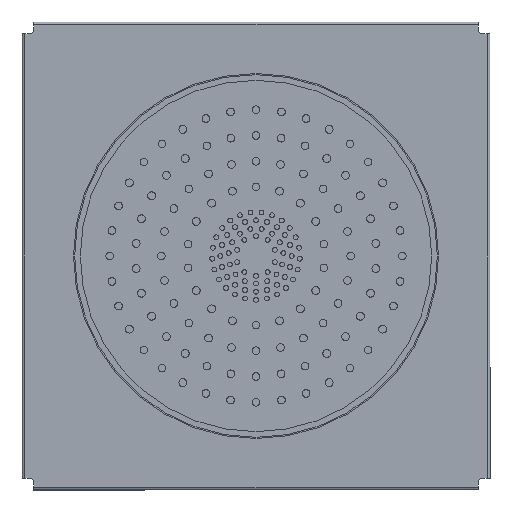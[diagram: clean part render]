
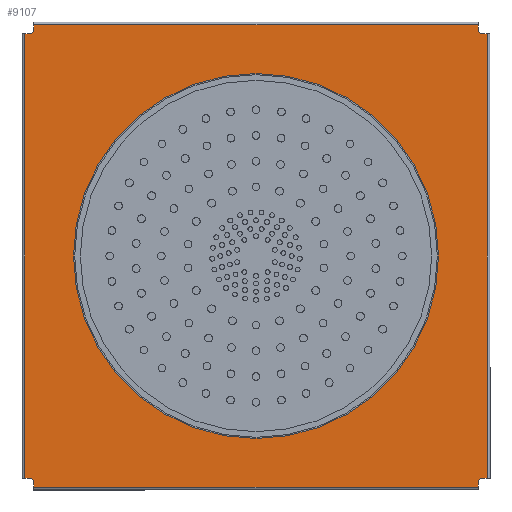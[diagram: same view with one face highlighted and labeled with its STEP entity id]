
A CAD part, front view. The second image highlights one B-rep face of the part: STEP entity #9107.
In plain terms, the highlighted face is planar.
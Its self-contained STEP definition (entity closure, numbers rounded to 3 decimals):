
#47 = AXIS2_PLACEMENT_3D ( 'NONE', #14007, #483, #317 ) ;
#114 = ORIENTED_EDGE ( 'NONE', *, *, #12226, .F. ) ;
#130 = DIRECTION ( 'NONE',  ( 0., 0., -1. ) ) ;
#216 = DIRECTION ( 'NONE',  ( 1., 0., 0. ) ) ;
#317 = DIRECTION ( 'NONE',  ( 1., 0., 0. ) ) ;
#318 = VECTOR ( 'NONE', #7930, 1000. ) ;
#403 = LINE ( 'NONE', #4127, #10301 ) ;
#411 = CARTESIAN_POINT ( 'NONE',  ( -197.5, -190., 0. ) ) ;
#483 = DIRECTION ( 'NONE',  ( 0., 0., 1. ) ) ;
#519 = ORIENTED_EDGE ( 'NONE', *, *, #7714, .T. ) ;
#536 = ORIENTED_EDGE ( 'NONE', *, *, #4670, .F. ) ;
#649 = DIRECTION ( 'NONE',  ( 0., 1., 0. ) ) ;
#652 = ORIENTED_EDGE ( 'NONE', *, *, #13118, .T. ) ;
#680 = CARTESIAN_POINT ( 'NONE',  ( 190., 197.5, 0. ) ) ;
#840 = CARTESIAN_POINT ( 'NONE',  ( -193., 190., 0. ) ) ;
#875 = CARTESIAN_POINT ( 'NONE',  ( 190., 193., 0. ) ) ;
#1147 = DIRECTION ( 'NONE',  ( 1., 0., 0. ) ) ;
#1209 = AXIS2_PLACEMENT_3D ( 'NONE', #12981, #11787, #1873 ) ;
#1307 = DIRECTION ( 'NONE',  ( 1., 0., 0. ) ) ;
#1308 = ORIENTED_EDGE ( 'NONE', *, *, #5684, .T. ) ;
#1343 = CIRCLE ( 'NONE', #15578, 3. ) ;
#1569 = LINE ( 'NONE', #11560, #11078 ) ;
#1684 = CARTESIAN_POINT ( 'NONE',  ( -190., -197.5, 0. ) ) ;
#1694 = EDGE_CURVE ( 'NONE', #3576, #6266, #9217, .T. ) ;
#1737 = DIRECTION ( 'NONE',  ( 0., 1., 0. ) ) ;
#1847 = DIRECTION ( 'NONE',  ( 0., 0., 1. ) ) ;
#1873 = DIRECTION ( 'NONE',  ( 1., 0., 0. ) ) ;
#2042 = CARTESIAN_POINT ( 'NONE',  ( -156., 0., 0. ) ) ;
#2255 = ORIENTED_EDGE ( 'NONE', *, *, #1694, .T. ) ;
#2268 = VERTEX_POINT ( 'NONE', #840 ) ;
#2629 = CIRCLE ( 'NONE', #7556, 156. ) ;
#2638 = DIRECTION ( 'NONE',  ( 0., 0., -1. ) ) ;
#2766 = DIRECTION ( 'NONE',  ( 0., 0., -1. ) ) ;
#2809 = ORIENTED_EDGE ( 'NONE', *, *, #9170, .F. ) ;
#2877 = EDGE_CURVE ( 'NONE', #11364, #9206, #8178, .T. ) ;
#2974 = CARTESIAN_POINT ( 'NONE',  ( -197.5, 0., 0. ) ) ;
#3012 = LINE ( 'NONE', #12742, #5604 ) ;
#3309 = DIRECTION ( 'NONE',  ( -1., 0., 0. ) ) ;
#3510 = ORIENTED_EDGE ( 'NONE', *, *, #8279, .T. ) ;
#3576 = VERTEX_POINT ( 'NONE', #11129 ) ;
#3628 = DIRECTION ( 'NONE',  ( 1., 0., 0. ) ) ;
#3692 = VERTEX_POINT ( 'NONE', #14122 ) ;
#3775 = DIRECTION ( 'NONE',  ( 1., 0., 0. ) ) ;
#3894 = VERTEX_POINT ( 'NONE', #2042 ) ;
#3966 = EDGE_CURVE ( 'NONE', #11364, #12337, #4865, .T. ) ;
#4087 = CIRCLE ( 'NONE', #13919, 3. ) ;
#4125 = CARTESIAN_POINT ( 'NONE',  ( 0., 0., 0. ) ) ;
#4127 = CARTESIAN_POINT ( 'NONE',  ( 197.5, 0., 0. ) ) ;
#4244 = VECTOR ( 'NONE', #3628, 1000. ) ;
#4362 = ORIENTED_EDGE ( 'NONE', *, *, #13263, .F. ) ;
#4433 = EDGE_CURVE ( 'NONE', #13792, #9206, #4087, .T. ) ;
#4530 = CARTESIAN_POINT ( 'NONE',  ( 0., -190., 0. ) ) ;
#4670 = EDGE_CURVE ( 'NONE', #13792, #7900, #11204, .T. ) ;
#4760 = VERTEX_POINT ( 'NONE', #14805 ) ;
#4865 = LINE ( 'NONE', #5107, #5202 ) ;
#4869 = VERTEX_POINT ( 'NONE', #7607 ) ;
#4954 = CARTESIAN_POINT ( 'NONE',  ( -193., -193., 0. ) ) ;
#5107 = CARTESIAN_POINT ( 'NONE',  ( 0., 197.5, 0. ) ) ;
#5117 = VECTOR ( 'NONE', #1307, 1000. ) ;
#5202 = VECTOR ( 'NONE', #14995, 1000. ) ;
#5296 = ORIENTED_EDGE ( 'NONE', *, *, #4433, .T. ) ;
#5604 = VECTOR ( 'NONE', #10485, 1000. ) ;
#5615 = CIRCLE ( 'NONE', #13906, 3. ) ;
#5684 = EDGE_CURVE ( 'NONE', #15665, #3692, #8196, .T. ) ;
#5810 = EDGE_CURVE ( 'NONE', #4869, #13075, #3012, .T. ) ;
#5887 = VECTOR ( 'NONE', #10855, 1000. ) ;
#6266 = VERTEX_POINT ( 'NONE', #411 ) ;
#6474 = VECTOR ( 'NONE', #3309, 1000. ) ;
#6719 = ORIENTED_EDGE ( 'NONE', *, *, #10222, .F. ) ;
#6744 = CARTESIAN_POINT ( 'NONE',  ( 193., -190., 0. ) ) ;
#6799 = DIRECTION ( 'NONE',  ( 1., 0., 0. ) ) ;
#6802 = LINE ( 'NONE', #11763, #7719 ) ;
#7492 = ORIENTED_EDGE ( 'NONE', *, *, #3966, .T. ) ;
#7556 = AXIS2_PLACEMENT_3D ( 'NONE', #4125, #1847, #6799 ) ;
#7562 = ORIENTED_EDGE ( 'NONE', *, *, #2877, .F. ) ;
#7607 = CARTESIAN_POINT ( 'NONE',  ( 190., -193., 0. ) ) ;
#7714 = EDGE_CURVE ( 'NONE', #14863, #13075, #8570, .T. ) ;
#7719 = VECTOR ( 'NONE', #649, 1000. ) ;
#7727 = DIRECTION ( 'NONE',  ( 1., 0., 0. ) ) ;
#7900 = VERTEX_POINT ( 'NONE', #13855 ) ;
#7930 = DIRECTION ( 'NONE',  ( 0., -1., 0. ) ) ;
#8120 = VECTOR ( 'NONE', #1147, 1000. ) ;
#8178 = LINE ( 'NONE', #9054, #11986 ) ;
#8196 = CIRCLE ( 'NONE', #10270, 3. ) ;
#8279 = EDGE_CURVE ( 'NONE', #4869, #13985, #1343, .T. ) ;
#8393 = ORIENTED_EDGE ( 'NONE', *, *, #11834, .F. ) ;
#8415 = EDGE_LOOP ( 'NONE', ( #114, #14295, #6719, #2255, #10913, #1308, #15899, #519, #8441, #3510, #4362, #652, #536, #5296, #7562, #7492 ) ) ;
#8441 = ORIENTED_EDGE ( 'NONE', *, *, #5810, .F. ) ;
#8451 = EDGE_LOOP ( 'NONE', ( #2809, #8393 ) ) ;
#8528 = DIRECTION ( 'NONE',  ( 0., 0., -1. ) ) ;
#8566 = LINE ( 'NONE', #13430, #6474 ) ;
#8570 = LINE ( 'NONE', #14582, #4244 ) ;
#9011 = CARTESIAN_POINT ( 'NONE',  ( 193., 190., 0. ) ) ;
#9054 = CARTESIAN_POINT ( 'NONE',  ( 190., 0., 0. ) ) ;
#9061 = FACE_OUTER_BOUND ( 'NONE', #8415, .T. ) ;
#9107 = ADVANCED_FACE ( 'NONE', ( #11424, #9061 ), #11592, .T. ) ;
#9170 = EDGE_CURVE ( 'NONE', #3894, #11683, #2629, .T. ) ;
#9206 = VERTEX_POINT ( 'NONE', #875 ) ;
#9217 = LINE ( 'NONE', #2974, #318 ) ;
#9385 = DIRECTION ( 'NONE',  ( 0., -1., 0. ) ) ;
#9711 = LINE ( 'NONE', #4530, #5887 ) ;
#9955 = CARTESIAN_POINT ( 'NONE',  ( -190., 193., 0. ) ) ;
#10128 = CARTESIAN_POINT ( 'NONE',  ( 190., -197.5, 0. ) ) ;
#10222 = EDGE_CURVE ( 'NONE', #3576, #2268, #12256, .T. ) ;
#10270 = AXIS2_PLACEMENT_3D ( 'NONE', #4954, #8528, #12263 ) ;
#10301 = VECTOR ( 'NONE', #12960, 1000. ) ;
#10485 = DIRECTION ( 'NONE',  ( 0., -1., 0. ) ) ;
#10855 = DIRECTION ( 'NONE',  ( -1., 0., 0. ) ) ;
#10913 = ORIENTED_EDGE ( 'NONE', *, *, #15733, .F. ) ;
#11078 = VECTOR ( 'NONE', #1737, 1000. ) ;
#11129 = CARTESIAN_POINT ( 'NONE',  ( -197.5, 190., 0. ) ) ;
#11204 = LINE ( 'NONE', #12737, #5117 ) ;
#11232 = EDGE_CURVE ( 'NONE', #14863, #3692, #1569, .T. ) ;
#11364 = VERTEX_POINT ( 'NONE', #680 ) ;
#11424 = FACE_BOUND ( 'NONE', #8451, .T. ) ;
#11560 = CARTESIAN_POINT ( 'NONE',  ( -190., 0., 0. ) ) ;
#11592 = PLANE ( 'NONE',  #47 ) ;
#11683 = VERTEX_POINT ( 'NONE', #15005 ) ;
#11698 = EDGE_CURVE ( 'NONE', #15836, #2268, #5615, .T. ) ;
#11763 = CARTESIAN_POINT ( 'NONE',  ( -190., 0., 0. ) ) ;
#11787 = DIRECTION ( 'NONE',  ( 0., 0., 1. ) ) ;
#11834 = EDGE_CURVE ( 'NONE', #11683, #3894, #14420, .T. ) ;
#11986 = VECTOR ( 'NONE', #9385, 1000. ) ;
#12220 = CARTESIAN_POINT ( 'NONE',  ( -193., -190., 0. ) ) ;
#12226 = EDGE_CURVE ( 'NONE', #15836, #12337, #6802, .T. ) ;
#12256 = LINE ( 'NONE', #12331, #8120 ) ;
#12263 = DIRECTION ( 'NONE',  ( 1., 0., 0. ) ) ;
#12331 = CARTESIAN_POINT ( 'NONE',  ( 0., 190., 0. ) ) ;
#12337 = VERTEX_POINT ( 'NONE', #13349 ) ;
#12737 = CARTESIAN_POINT ( 'NONE',  ( 0., 190., 0. ) ) ;
#12742 = CARTESIAN_POINT ( 'NONE',  ( 190., 0., 0. ) ) ;
#12960 = DIRECTION ( 'NONE',  ( 0., 1., 0. ) ) ;
#12981 = CARTESIAN_POINT ( 'NONE',  ( 0., 0., 0. ) ) ;
#13075 = VERTEX_POINT ( 'NONE', #10128 ) ;
#13118 = EDGE_CURVE ( 'NONE', #4760, #7900, #403, .T. ) ;
#13263 = EDGE_CURVE ( 'NONE', #4760, #13985, #9711, .T. ) ;
#13349 = CARTESIAN_POINT ( 'NONE',  ( -190., 197.5, 0. ) ) ;
#13430 = CARTESIAN_POINT ( 'NONE',  ( 0., -190., 0. ) ) ;
#13792 = VERTEX_POINT ( 'NONE', #9011 ) ;
#13855 = CARTESIAN_POINT ( 'NONE',  ( 197.5, 190., 0. ) ) ;
#13879 = CARTESIAN_POINT ( 'NONE',  ( -193., 193., 0. ) ) ;
#13906 = AXIS2_PLACEMENT_3D ( 'NONE', #13879, #2766, #7727 ) ;
#13919 = AXIS2_PLACEMENT_3D ( 'NONE', #15035, #130, #3775 ) ;
#13985 = VERTEX_POINT ( 'NONE', #6744 ) ;
#14007 = CARTESIAN_POINT ( 'NONE',  ( 0., 0., 0. ) ) ;
#14122 = CARTESIAN_POINT ( 'NONE',  ( -190., -193., 0. ) ) ;
#14295 = ORIENTED_EDGE ( 'NONE', *, *, #11698, .T. ) ;
#14420 = CIRCLE ( 'NONE', #1209, 156. ) ;
#14582 = CARTESIAN_POINT ( 'NONE',  ( 0., -197.5, 0. ) ) ;
#14805 = CARTESIAN_POINT ( 'NONE',  ( 197.5, -190., 0. ) ) ;
#14863 = VERTEX_POINT ( 'NONE', #1684 ) ;
#14995 = DIRECTION ( 'NONE',  ( -1., 0., 0. ) ) ;
#15005 = CARTESIAN_POINT ( 'NONE',  ( 156., 0., 0. ) ) ;
#15035 = CARTESIAN_POINT ( 'NONE',  ( 193., 193., 0. ) ) ;
#15133 = CARTESIAN_POINT ( 'NONE',  ( 193., -193., 0. ) ) ;
#15578 = AXIS2_PLACEMENT_3D ( 'NONE', #15133, #2638, #216 ) ;
#15665 = VERTEX_POINT ( 'NONE', #12220 ) ;
#15733 = EDGE_CURVE ( 'NONE', #15665, #6266, #8566, .T. ) ;
#15836 = VERTEX_POINT ( 'NONE', #9955 ) ;
#15899 = ORIENTED_EDGE ( 'NONE', *, *, #11232, .F. ) ;
